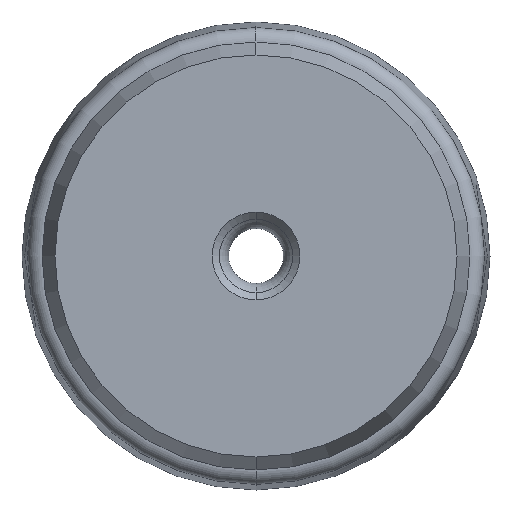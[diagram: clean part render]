
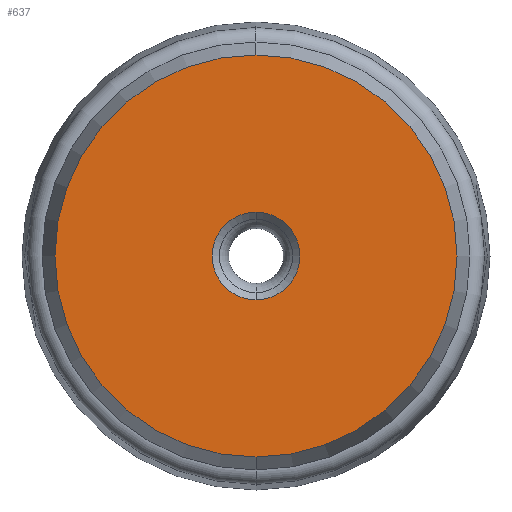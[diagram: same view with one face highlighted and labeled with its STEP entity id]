
A CAD part, left-side view. The second image highlights one B-rep face of the part: STEP entity #637.
In plain terms, the highlighted planar face has unit normal (-1, 0, 0).
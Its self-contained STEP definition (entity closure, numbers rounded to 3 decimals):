
#46 = CARTESIAN_POINT ( 'NONE',  ( 0., 0., 0. ) ) ;
#51 = DIRECTION ( 'NONE',  ( 1., 0., 0. ) ) ;
#52 = DIRECTION ( 'NONE',  ( 0., 0., -1. ) ) ;
#94 = DIRECTION ( 'NONE',  ( -1., 0., 0. ) ) ;
#104 = CARTESIAN_POINT ( 'NONE',  ( 0., 0., 0. ) ) ;
#105 = DIRECTION ( 'NONE',  ( 0., 0., 1. ) ) ;
#124 = EDGE_CURVE ( 'NONE', #822, #830, #1063, .T. ) ;
#147 = EDGE_CURVE ( 'NONE', #800, #814, #989, .T. ) ;
#171 = AXIS2_PLACEMENT_3D ( 'NONE', #426, #406, #389 ) ;
#184 = AXIS2_PLACEMENT_3D ( 'NONE', #592, #580, #569 ) ;
#215 = AXIS2_PLACEMENT_3D ( 'NONE', #548, #536, #537 ) ;
#219 = EDGE_CURVE ( 'NONE', #830, #822, #1031, .T. ) ;
#240 = AXIS2_PLACEMENT_3D ( 'NONE', #104, #94, #105 ) ;
#250 = EDGE_CURVE ( 'NONE', #814, #800, #1043, .T. ) ;
#254 = AXIS2_PLACEMENT_3D ( 'NONE', #46, #51, #52 ) ;
#291 = FACE_BOUND ( 'NONE', #845, .T. ) ;
#308 = FACE_OUTER_BOUND ( 'NONE', #868, .T. ) ;
#317 = ORIENTED_EDGE ( 'NONE', *, *, #124, .T. ) ;
#335 = ORIENTED_EDGE ( 'NONE', *, *, #219, .T. ) ;
#338 = ORIENTED_EDGE ( 'NONE', *, *, #250, .T. ) ;
#346 = ORIENTED_EDGE ( 'NONE', *, *, #147, .T. ) ;
#389 = DIRECTION ( 'NONE',  ( 0., 0., -1. ) ) ;
#406 = DIRECTION ( 'NONE',  ( 1., 0., 0. ) ) ;
#426 = CARTESIAN_POINT ( 'NONE',  ( 0., 1., 0. ) ) ;
#437 = PLANE ( 'NONE',  #171 ) ;
#441 = CARTESIAN_POINT ( 'NONE',  ( 0., 0., -1.2 ) ) ;
#445 = CARTESIAN_POINT ( 'NONE',  ( 0., 0., 1.2 ) ) ;
#480 = CARTESIAN_POINT ( 'NONE',  ( 0., 0., 5.5 ) ) ;
#483 = CARTESIAN_POINT ( 'NONE',  ( 0., 0., -5.5 ) ) ;
#536 = DIRECTION ( 'NONE',  ( -1., 0., 0. ) ) ;
#537 = DIRECTION ( 'NONE',  ( 0., 0., 1. ) ) ;
#548 = CARTESIAN_POINT ( 'NONE',  ( 0., 0., 0. ) ) ;
#569 = DIRECTION ( 'NONE',  ( 0., 0., -1. ) ) ;
#580 = DIRECTION ( 'NONE',  ( 1., 0., 0. ) ) ;
#592 = CARTESIAN_POINT ( 'NONE',  ( 0., 0., 0. ) ) ;
#637 = ADVANCED_FACE ( 'NONE', ( #291, #308 ), #437, .F. ) ;
#800 = VERTEX_POINT ( 'NONE', #441 ) ;
#814 = VERTEX_POINT ( 'NONE', #445 ) ;
#822 = VERTEX_POINT ( 'NONE', #483 ) ;
#830 = VERTEX_POINT ( 'NONE', #480 ) ;
#845 = EDGE_LOOP ( 'NONE', ( #338, #346 ) ) ;
#868 = EDGE_LOOP ( 'NONE', ( #317, #335 ) ) ;
#989 = CIRCLE ( 'NONE', #254, 1.2 ) ;
#1031 = CIRCLE ( 'NONE', #215, 5.5 ) ;
#1043 = CIRCLE ( 'NONE', #184, 1.2 ) ;
#1063 = CIRCLE ( 'NONE', #240, 5.5 ) ;
